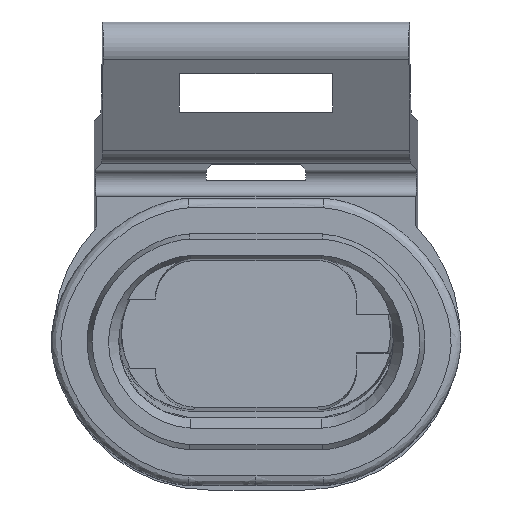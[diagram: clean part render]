
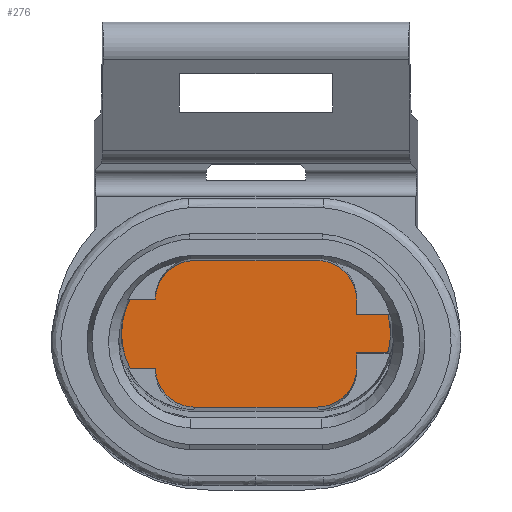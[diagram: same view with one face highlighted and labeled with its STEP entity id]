
A CAD part, top view. The second image highlights one B-rep face of the part: STEP entity #276.
In plain terms, the highlighted planar face has unit normal (0, 0, 1).
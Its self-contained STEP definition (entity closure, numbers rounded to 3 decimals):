
#53=CIRCLE('',#2021,2.88);
#54=CIRCLE('',#2024,2.88);
#77=ELLIPSE('',#2020,1.55,1.55);
#78=ELLIPSE('',#2022,1.55,1.55);
#79=ELLIPSE('',#2023,1.55,1.55);
#80=ELLIPSE('',#2025,1.55,1.55);
#276=ADVANCED_FACE('',(#435),#355,.F.);
#355=PLANE('',#2026);
#435=FACE_OUTER_BOUND('',#548,.T.);
#548=EDGE_LOOP('',(#850,#851,#852,#853,#854,#855,#856,#857,#858,#859,#860,
#861,#862,#863));
#850=ORIENTED_EDGE('',*,*,#1485,.T.);
#851=ORIENTED_EDGE('',*,*,#1486,.T.);
#852=ORIENTED_EDGE('',*,*,#1487,.T.);
#853=ORIENTED_EDGE('',*,*,#1488,.F.);
#854=ORIENTED_EDGE('',*,*,#1489,.F.);
#855=ORIENTED_EDGE('',*,*,#1490,.T.);
#856=ORIENTED_EDGE('',*,*,#1491,.T.);
#857=ORIENTED_EDGE('',*,*,#1492,.T.);
#858=ORIENTED_EDGE('',*,*,#1493,.T.);
#859=ORIENTED_EDGE('',*,*,#1494,.T.);
#860=ORIENTED_EDGE('',*,*,#1495,.T.);
#861=ORIENTED_EDGE('',*,*,#1496,.F.);
#862=ORIENTED_EDGE('',*,*,#1497,.F.);
#863=ORIENTED_EDGE('',*,*,#1498,.T.);
#1256=VERTEX_POINT('',#4769);
#1257=VERTEX_POINT('',#4770);
#1258=VERTEX_POINT('',#4772);
#1259=VERTEX_POINT('',#4774);
#1260=VERTEX_POINT('',#4776);
#1261=VERTEX_POINT('',#4778);
#1262=VERTEX_POINT('',#4780);
#1263=VERTEX_POINT('',#4782);
#1264=VERTEX_POINT('',#4784);
#1265=VERTEX_POINT('',#4786);
#1266=VERTEX_POINT('',#4788);
#1267=VERTEX_POINT('',#4790);
#1268=VERTEX_POINT('',#4792);
#1269=VERTEX_POINT('',#4794);
#1485=EDGE_CURVE('',#1256,#1257,#1719,.T.);
#1486=EDGE_CURVE('',#1257,#1258,#77,.T.);
#1487=EDGE_CURVE('',#1258,#1259,#1720,.T.);
#1488=EDGE_CURVE('',#1260,#1259,#1721,.T.);
#1489=EDGE_CURVE('',#1261,#1260,#53,.T.);
#1490=EDGE_CURVE('',#1261,#1262,#1722,.T.);
#1491=EDGE_CURVE('',#1262,#1263,#1723,.T.);
#1492=EDGE_CURVE('',#1263,#1264,#78,.T.);
#1493=EDGE_CURVE('',#1264,#1265,#1724,.T.);
#1494=EDGE_CURVE('',#1265,#1266,#79,.T.);
#1495=EDGE_CURVE('',#1266,#1267,#1725,.T.);
#1496=EDGE_CURVE('',#1268,#1267,#54,.T.);
#1497=EDGE_CURVE('',#1269,#1268,#1726,.T.);
#1498=EDGE_CURVE('',#1269,#1256,#80,.T.);
#1719=LINE('',#4768,#1893);
#1720=LINE('',#4773,#1894);
#1721=LINE('',#4775,#1895);
#1722=LINE('',#4779,#1896);
#1723=LINE('',#4781,#1897);
#1724=LINE('',#4785,#1898);
#1725=LINE('',#4789,#1899);
#1726=LINE('',#4793,#1900);
#1893=VECTOR('',#2243,1.);
#1894=VECTOR('',#2246,1.);
#1895=VECTOR('',#2247,1.);
#1896=VECTOR('',#2250,1.);
#1897=VECTOR('',#2251,1.);
#1898=VECTOR('',#2254,1.);
#1899=VECTOR('',#2257,1.);
#1900=VECTOR('',#2260,1.);
#2020=AXIS2_PLACEMENT_3D('',#4771,#2244,#2245);
#2021=AXIS2_PLACEMENT_3D('',#4777,#2248,#2249);
#2022=AXIS2_PLACEMENT_3D('',#4783,#2252,#2253);
#2023=AXIS2_PLACEMENT_3D('',#4787,#2255,#2256);
#2024=AXIS2_PLACEMENT_3D('',#4791,#2258,#2259);
#2025=AXIS2_PLACEMENT_3D('',#4795,#2261,#2262);
#2026=AXIS2_PLACEMENT_3D('',#4796,#2263,#2264);
#2243=DIRECTION('',(1.,0.,0.));
#2244=DIRECTION('',(0.,0.,1.));
#2245=DIRECTION('',(0.,1.,0.));
#2246=DIRECTION('',(0.,1.,0.));
#2247=DIRECTION('',(-1.,0.,0.));
#2248=DIRECTION('',(0.,0.,-1.));
#2249=DIRECTION('',(0.,1.,0.));
#2250=DIRECTION('',(-1.,0.,0.));
#2251=DIRECTION('',(0.,1.,0.));
#2252=DIRECTION('',(0.,0.,1.));
#2253=DIRECTION('',(0.,-1.,0.));
#2254=DIRECTION('',(-1.,0.,0.));
#2255=DIRECTION('',(0.,0.,1.));
#2256=DIRECTION('',(0.,1.,0.));
#2257=DIRECTION('',(-1.,0.,0.));
#2258=DIRECTION('',(0.,0.,-1.));
#2259=DIRECTION('',(0.,1.,0.));
#2260=DIRECTION('',(-1.,0.,0.));
#2261=DIRECTION('',(0.,0.,1.));
#2262=DIRECTION('',(0.,-1.,0.));
#2263=DIRECTION('',(0.,0.,-1.));
#2264=DIRECTION('',(0.,1.,0.));
#4768=CARTESIAN_POINT('',(0.,-2.875,7.6));
#4769=CARTESIAN_POINT('',(-2.4,-2.875,7.6));
#4770=CARTESIAN_POINT('',(2.4,-2.875,7.6));
#4771=CARTESIAN_POINT('',(2.4,-1.325,7.6));
#4772=CARTESIAN_POINT('',(3.95,-1.325,7.6));
#4773=CARTESIAN_POINT('',(3.95,2.478,7.6));
#4774=CARTESIAN_POINT('',(3.95,-0.75,7.6));
#4775=CARTESIAN_POINT('',(0.,-0.75,7.6));
#4776=CARTESIAN_POINT('',(5.176,-0.75,7.6));
#4777=CARTESIAN_POINT('',(2.395,0.,7.6));
#4778=CARTESIAN_POINT('',(5.176,0.75,7.6));
#4779=CARTESIAN_POINT('',(0.,0.75,7.6));
#4780=CARTESIAN_POINT('',(3.95,0.75,7.6));
#4781=CARTESIAN_POINT('',(3.95,2.478,7.6));
#4782=CARTESIAN_POINT('',(3.95,1.325,7.6));
#4783=CARTESIAN_POINT('',(2.4,1.325,7.6));
#4784=CARTESIAN_POINT('',(2.4,2.875,7.6));
#4785=CARTESIAN_POINT('',(0.,2.875,7.6));
#4786=CARTESIAN_POINT('',(-2.4,2.875,7.6));
#4787=CARTESIAN_POINT('',(-2.4,1.325,7.6));
#4788=CARTESIAN_POINT('',(-3.95,1.35,7.6));
#4789=CARTESIAN_POINT('',(0.,1.35,7.6));
#4790=CARTESIAN_POINT('',(-4.939,1.35,7.6));
#4791=CARTESIAN_POINT('',(-2.395,0.,7.6));
#4792=CARTESIAN_POINT('',(-4.939,-1.35,7.6));
#4793=CARTESIAN_POINT('',(0.,-1.35,7.6));
#4794=CARTESIAN_POINT('',(-3.95,-1.35,7.6));
#4795=CARTESIAN_POINT('',(-2.4,-1.325,7.6));
#4796=CARTESIAN_POINT('',(0.,2.478,7.6));
